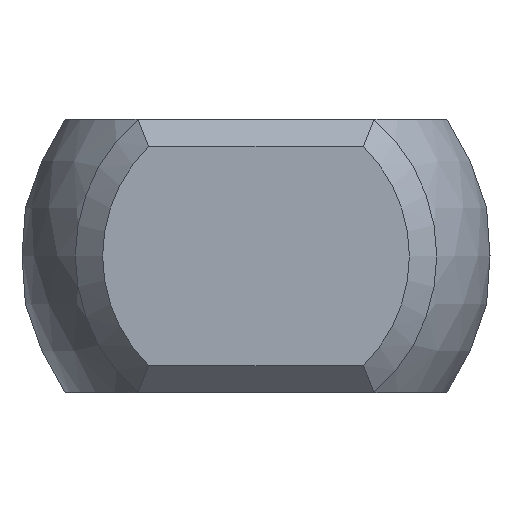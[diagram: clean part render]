
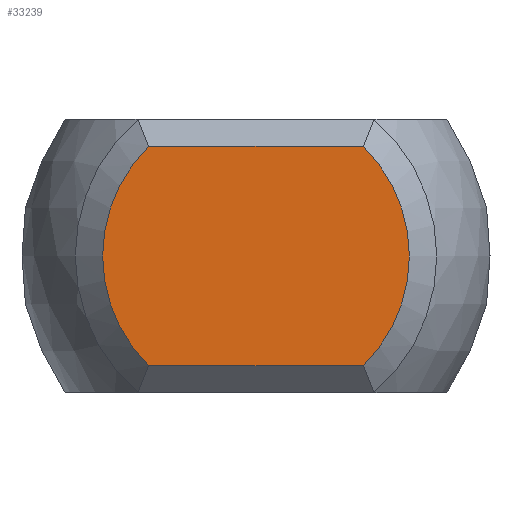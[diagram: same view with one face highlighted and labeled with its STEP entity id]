
A CAD part, left-side view. The second image highlights one B-rep face of the part: STEP entity #33239.
In plain terms, the highlighted planar face has unit normal (-1, 0, 0).
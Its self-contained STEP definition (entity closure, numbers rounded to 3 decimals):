
#31969 = PLANE('',#31970);
#31970 = AXIS2_PLACEMENT_3D('',#31971,#31972,#31973);
#31971 = CARTESIAN_POINT('',(-31.,3.125,2.25));
#31972 = DIRECTION('',(0.707,0.,-0.707));
#31973 = DIRECTION('',(-0.707,0.,-0.707));
#32875 = EDGE_CURVE('',#32876,#32878,#32880,.T.);
#32876 = VERTEX_POINT('',#32877);
#32877 = CARTESIAN_POINT('',(-31.25,-1.96,-2.));
#32878 = VERTEX_POINT('',#32879);
#32879 = CARTESIAN_POINT('',(-31.25,-1.96,2.));
#32880 = SURFACE_CURVE('',#32881,(#32886,#32898),.PCURVE_S1.);
#32881 = CIRCLE('',#32882,2.8);
#32882 = AXIS2_PLACEMENT_3D('',#32883,#32884,#32885);
#32883 = CARTESIAN_POINT('',(-31.25,0.,0.));
#32884 = DIRECTION('',(-1.,0.,0.));
#32885 = DIRECTION('',(0.,-1.,0.));
#32886 = PCURVE('',#32887,#32892);
#32887 = CONICAL_SURFACE('',#32888,3.05,0.785);
#32888 = AXIS2_PLACEMENT_3D('',#32889,#32890,#32891);
#32889 = CARTESIAN_POINT('',(-31.,0.,0.));
#32890 = DIRECTION('',(1.,0.,0.));
#32891 = DIRECTION('',(0.,-1.,0.));
#32892 = DEFINITIONAL_REPRESENTATION('',(#32893),#32897);
#32893 = LINE('',#32894,#32895);
#32894 = CARTESIAN_POINT('',(6.283,-0.25));
#32895 = VECTOR('',#32896,1.);
#32896 = DIRECTION('',(-1.,0.));
#32897 = ( GEOMETRIC_REPRESENTATION_CONTEXT(2) 
PARAMETRIC_REPRESENTATION_CONTEXT() REPRESENTATION_CONTEXT('2D SPACE',''
  ) );
#32898 = PCURVE('',#32899,#32904);
#32899 = PLANE('',#32900);
#32900 = AXIS2_PLACEMENT_3D('',#32901,#32902,#32903);
#32901 = CARTESIAN_POINT('',(-31.25,0.,0.));
#32902 = DIRECTION('',(1.,0.,0.));
#32903 = DIRECTION('',(0.,0.,-1.));
#32904 = DEFINITIONAL_REPRESENTATION('',(#32905),#32913);
#32905 = ( BOUNDED_CURVE() B_SPLINE_CURVE(2,(#32906,#32907,#32908,#32909
    ,#32910,#32911,#32912),.UNSPECIFIED.,.T.,.F.) 
B_SPLINE_CURVE_WITH_KNOTS((1,2,2,2,2,1),(-2.094,0.,
    2.094,4.189,6.283,8.378),
.UNSPECIFIED.) CURVE() GEOMETRIC_REPRESENTATION_ITEM() 
RATIONAL_B_SPLINE_CURVE((1.,0.5,1.,0.5,1.,0.5,1.)) REPRESENTATION_ITEM(
  '') );
#32906 = CARTESIAN_POINT('',(0.,-2.8));
#32907 = CARTESIAN_POINT('',(-4.85,-2.8));
#32908 = CARTESIAN_POINT('',(-2.425,1.4));
#32909 = CARTESIAN_POINT('',(0.,5.6));
#32910 = CARTESIAN_POINT('',(2.425,1.4));
#32911 = CARTESIAN_POINT('',(4.85,-2.8));
#32912 = CARTESIAN_POINT('',(0.,-2.8));
#32913 = ( GEOMETRIC_REPRESENTATION_CONTEXT(2) 
PARAMETRIC_REPRESENTATION_CONTEXT() REPRESENTATION_CONTEXT('2D SPACE',''
  ) );
#32931 = PLANE('',#32932);
#32932 = AXIS2_PLACEMENT_3D('',#32933,#32934,#32935);
#32933 = CARTESIAN_POINT('',(-31.,-3.125,-2.25));
#32934 = DIRECTION('',(0.707,0.,0.707)
  );
#32935 = DIRECTION('',(0.707,0.,-0.707));
#32991 = EDGE_CURVE('',#32878,#32992,#32994,.T.);
#32992 = VERTEX_POINT('',#32993);
#32993 = CARTESIAN_POINT('',(-31.25,1.96,2.));
#32994 = SURFACE_CURVE('',#32995,(#32999,#33006),.PCURVE_S1.);
#32995 = LINE('',#32996,#32997);
#32996 = CARTESIAN_POINT('',(-31.25,3.125,2.));
#32997 = VECTOR('',#32998,1.);
#32998 = DIRECTION('',(0.,1.,0.));
#32999 = PCURVE('',#31969,#33000);
#33000 = DEFINITIONAL_REPRESENTATION('',(#33001),#33005);
#33001 = LINE('',#33002,#33003);
#33002 = CARTESIAN_POINT('',(0.354,0.));
#33003 = VECTOR('',#33004,1.);
#33004 = DIRECTION('',(0.,1.));
#33005 = ( GEOMETRIC_REPRESENTATION_CONTEXT(2) 
PARAMETRIC_REPRESENTATION_CONTEXT() REPRESENTATION_CONTEXT('2D SPACE',''
  ) );
#33006 = PCURVE('',#32899,#33007);
#33007 = DEFINITIONAL_REPRESENTATION('',(#33008),#33012);
#33008 = LINE('',#33009,#33010);
#33009 = CARTESIAN_POINT('',(-2.,3.125));
#33010 = VECTOR('',#33011,1.);
#33011 = DIRECTION('',(0.,1.));
#33012 = ( GEOMETRIC_REPRESENTATION_CONTEXT(2) 
PARAMETRIC_REPRESENTATION_CONTEXT() REPRESENTATION_CONTEXT('2D SPACE',''
  ) );
#33032 = CONICAL_SURFACE('',#33033,3.05,0.785);
#33033 = AXIS2_PLACEMENT_3D('',#33034,#33035,#33036);
#33034 = CARTESIAN_POINT('',(-31.,0.,0.));
#33035 = DIRECTION('',(1.,0.,0.));
#33036 = DIRECTION('',(-0.,1.,0.));
#33046 = EDGE_CURVE('',#32992,#33047,#33049,.T.);
#33047 = VERTEX_POINT('',#33048);
#33048 = CARTESIAN_POINT('',(-31.25,1.96,-2.));
#33049 = SURFACE_CURVE('',#33050,(#33055,#33062),.PCURVE_S1.);
#33050 = CIRCLE('',#33051,2.8);
#33051 = AXIS2_PLACEMENT_3D('',#33052,#33053,#33054);
#33052 = CARTESIAN_POINT('',(-31.25,0.,0.));
#33053 = DIRECTION('',(-1.,0.,0.));
#33054 = DIRECTION('',(0.,1.,0.));
#33055 = PCURVE('',#33032,#33056);
#33056 = DEFINITIONAL_REPRESENTATION('',(#33057),#33061);
#33057 = LINE('',#33058,#33059);
#33058 = CARTESIAN_POINT('',(6.283,-0.25));
#33059 = VECTOR('',#33060,1.);
#33060 = DIRECTION('',(-1.,0.));
#33061 = ( GEOMETRIC_REPRESENTATION_CONTEXT(2) 
PARAMETRIC_REPRESENTATION_CONTEXT() REPRESENTATION_CONTEXT('2D SPACE',''
  ) );
#33062 = PCURVE('',#32899,#33063);
#33063 = DEFINITIONAL_REPRESENTATION('',(#33064),#33072);
#33064 = ( BOUNDED_CURVE() B_SPLINE_CURVE(2,(#33065,#33066,#33067,#33068
    ,#33069,#33070,#33071),.UNSPECIFIED.,.T.,.F.) 
B_SPLINE_CURVE_WITH_KNOTS((1,2,2,2,2,1),(-2.094,0.,
    2.094,4.189,6.283,8.378),
.UNSPECIFIED.) CURVE() GEOMETRIC_REPRESENTATION_ITEM() 
RATIONAL_B_SPLINE_CURVE((1.,0.5,1.,0.5,1.,0.5,1.)) REPRESENTATION_ITEM(
  '') );
#33065 = CARTESIAN_POINT('',(0.,2.8));
#33066 = CARTESIAN_POINT('',(4.85,2.8));
#33067 = CARTESIAN_POINT('',(2.425,-1.4));
#33068 = CARTESIAN_POINT('',(0.,-5.6));
#33069 = CARTESIAN_POINT('',(-2.425,-1.4));
#33070 = CARTESIAN_POINT('',(-4.85,2.8));
#33071 = CARTESIAN_POINT('',(0.,2.8));
#33072 = ( GEOMETRIC_REPRESENTATION_CONTEXT(2) 
PARAMETRIC_REPRESENTATION_CONTEXT() REPRESENTATION_CONTEXT('2D SPACE',''
  ) );
#33146 = EDGE_CURVE('',#33047,#32876,#33147,.T.);
#33147 = SURFACE_CURVE('',#33148,(#33152,#33159),.PCURVE_S1.);
#33148 = LINE('',#33149,#33150);
#33149 = CARTESIAN_POINT('',(-31.25,-3.125,-2.));
#33150 = VECTOR('',#33151,1.);
#33151 = DIRECTION('',(0.,-1.,0.));
#33152 = PCURVE('',#32931,#33153);
#33153 = DEFINITIONAL_REPRESENTATION('',(#33154),#33158);
#33154 = LINE('',#33155,#33156);
#33155 = CARTESIAN_POINT('',(-0.354,0.));
#33156 = VECTOR('',#33157,1.);
#33157 = DIRECTION('',(0.,-1.));
#33158 = ( GEOMETRIC_REPRESENTATION_CONTEXT(2) 
PARAMETRIC_REPRESENTATION_CONTEXT() REPRESENTATION_CONTEXT('2D SPACE',''
  ) );
#33159 = PCURVE('',#32899,#33160);
#33160 = DEFINITIONAL_REPRESENTATION('',(#33161),#33165);
#33161 = LINE('',#33162,#33163);
#33162 = CARTESIAN_POINT('',(2.,-3.125));
#33163 = VECTOR('',#33164,1.);
#33164 = DIRECTION('',(0.,-1.));
#33165 = ( GEOMETRIC_REPRESENTATION_CONTEXT(2) 
PARAMETRIC_REPRESENTATION_CONTEXT() REPRESENTATION_CONTEXT('2D SPACE',''
  ) );
#33239 = ADVANCED_FACE('',(#33240),#32899,.F.);
#33240 = FACE_BOUND('',#33241,.T.);
#33241 = EDGE_LOOP('',(#33242,#33243,#33244,#33245));
#33242 = ORIENTED_EDGE('',*,*,#32875,.T.);
#33243 = ORIENTED_EDGE('',*,*,#32991,.T.);
#33244 = ORIENTED_EDGE('',*,*,#33046,.T.);
#33245 = ORIENTED_EDGE('',*,*,#33146,.T.);
